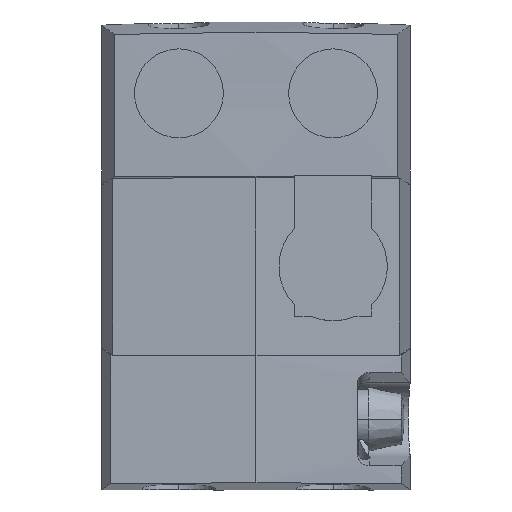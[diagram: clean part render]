
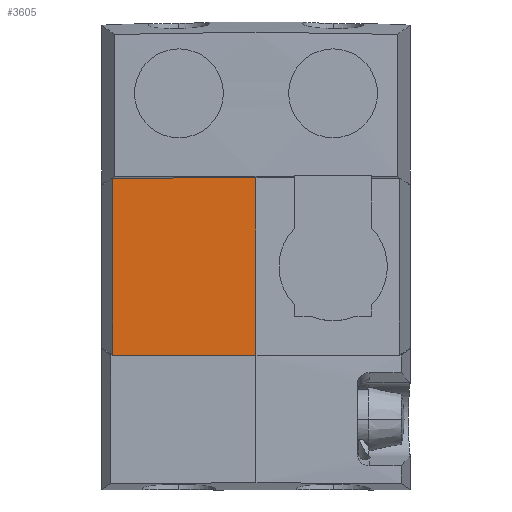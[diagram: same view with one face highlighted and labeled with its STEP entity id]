
A CAD part, top view. The second image highlights one B-rep face of the part: STEP entity #3605.
In plain terms, the highlighted cylindrical face has radius 2500 mm (diameter 5000 mm), a partial arc.
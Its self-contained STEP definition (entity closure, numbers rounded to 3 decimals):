
#247 = LINE ( 'NONE', #284, #3248 ) ;
#271 = VERTEX_POINT ( 'NONE', #2900 ) ;
#274 = LINE ( 'NONE', #4796, #1096 ) ;
#284 = CARTESIAN_POINT ( 'NONE',  ( -116.333, -80., 89.474 ) ) ;
#366 = EDGE_CURVE ( 'NONE', #2100, #271, #2975, .T. ) ;
#777 = CARTESIAN_POINT ( 'NONE',  ( -116.333, -71.751, 89.474 ) ) ;
#821 = CARTESIAN_POINT ( 'NONE',  ( 0., -72.116, 92.182 ) ) ;
#1096 = VECTOR ( 'NONE', #2274, 1000. ) ;
#1109 = CARTESIAN_POINT ( 'NONE',  ( 0., -80., -2407.818 ) ) ;
#1197 = EDGE_CURVE ( 'NONE', #3966, #2100, #247, .T. ) ;
#1522 = CARTESIAN_POINT ( 'NONE',  ( 0., 72.116, 92.182 ) ) ;
#1879 = CARTESIAN_POINT ( 'NONE',  ( -58.233, -72.055, 91.729 ) ) ;
#1912 = CARTESIAN_POINT ( 'NONE',  ( -116.333, -71.751, 89.474 ) ) ;
#2100 = VERTEX_POINT ( 'NONE', #2314 ) ;
#2130 = DIRECTION ( 'NONE',  ( 0., 0., 1. ) ) ;
#2274 = DIRECTION ( 'NONE',  ( 0., 1., 0. ) ) ;
#2314 = CARTESIAN_POINT ( 'NONE',  ( -116.333, 71.751, 89.474 ) ) ;
#2336 = EDGE_CURVE ( 'NONE', #6258, #3966, #3109, .T. ) ;
#2900 = CARTESIAN_POINT ( 'NONE',  ( 0., 72.116, 92.182 ) ) ;
#2975 = B_SPLINE_CURVE_WITH_KNOTS ( 'NONE', 3,
 ( #3464, #6011, #3962, #1522 ),
 .UNSPECIFIED., .F., .F.,
 ( 4, 4 ),
 ( 0.014, 0.13 ),
 .UNSPECIFIED. ) ;
#3109 = B_SPLINE_CURVE_WITH_KNOTS ( 'NONE', 3,
 ( #821, #4370, #1879, #3882, #1912 ),
 .UNSPECIFIED., .F., .F.,
 ( 4, 1, 4 ),
 ( 9.558, 9.616, 9.674 ),
 .UNSPECIFIED. ) ;
#3248 = VECTOR ( 'NONE', #3762, 1000. ) ;
#3464 = CARTESIAN_POINT ( 'NONE',  ( -116.333, 71.751, 89.474 ) ) ;
#3481 = CYLINDRICAL_SURFACE ( 'NONE', #4840, 2500. ) ;
#3605 = ADVANCED_FACE ( 'NONE', ( #5962 ), #3481, .T. ) ;
#3762 = DIRECTION ( 'NONE',  ( 0., 1., 0. ) ) ;
#3882 = CARTESIAN_POINT ( 'NONE',  ( -96.977, -71.872, 90.376 ) ) ;
#3884 = ORIENTED_EDGE ( 'NONE', *, *, #2336, .F. ) ;
#3962 = CARTESIAN_POINT ( 'NONE',  ( -38.778, 72.116, 92.182 ) ) ;
#3966 = VERTEX_POINT ( 'NONE', #777 ) ;
#4232 = CARTESIAN_POINT ( 'NONE',  ( 0., -72.116, 92.182 ) ) ;
#4370 = CARTESIAN_POINT ( 'NONE',  ( -19.422, -72.116, 92.182 ) ) ;
#4718 = DIRECTION ( 'NONE',  ( 0., 1., 0. ) ) ;
#4727 = EDGE_LOOP ( 'NONE', ( #3884, #6347, #5874, #6167 ) ) ;
#4796 = CARTESIAN_POINT ( 'NONE',  ( 0., -80., 92.182 ) ) ;
#4840 = AXIS2_PLACEMENT_3D ( 'NONE', #1109, #4718, #2130 ) ;
#5094 = EDGE_CURVE ( 'NONE', #6258, #271, #274, .T. ) ;
#5874 = ORIENTED_EDGE ( 'NONE', *, *, #366, .F. ) ;
#5962 = FACE_OUTER_BOUND ( 'NONE', #4727, .T. ) ;
#6011 = CARTESIAN_POINT ( 'NONE',  ( -77.555, 71.994, 91.28 ) ) ;
#6167 = ORIENTED_EDGE ( 'NONE', *, *, #1197, .F. ) ;
#6258 = VERTEX_POINT ( 'NONE', #4232 ) ;
#6347 = ORIENTED_EDGE ( 'NONE', *, *, #5094, .T. ) ;
